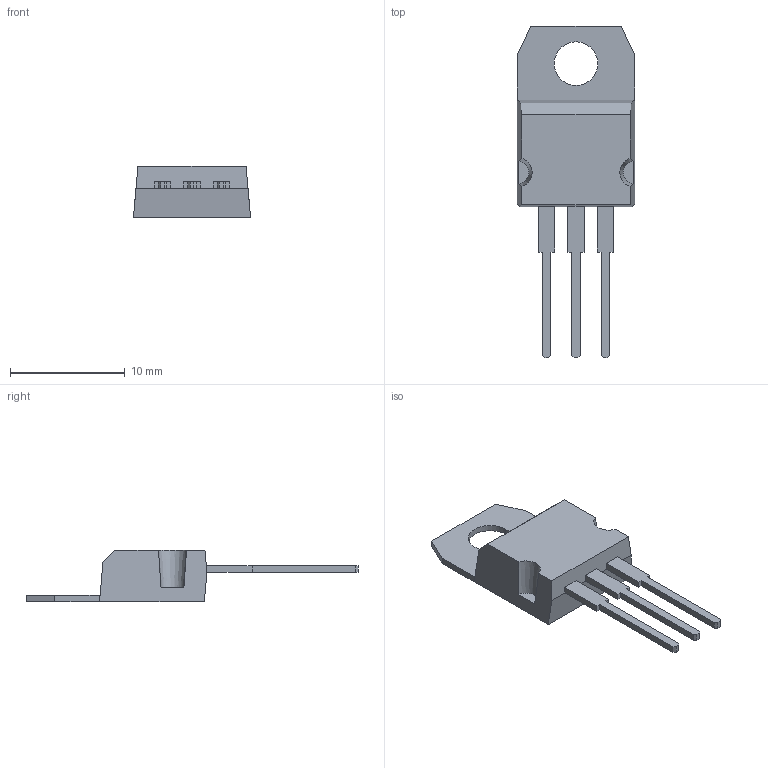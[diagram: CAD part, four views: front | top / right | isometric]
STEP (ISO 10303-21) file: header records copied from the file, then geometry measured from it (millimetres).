
FILE_DESCRIPTION (( 'STEP AP214' ), '1' );
FILE_NAME ('LD1117V33.STEP', '2023-03-15T10:17:53', ( '' ), ( '' ), 'SwSTEP 2.0', 'SolidWorks 2021', '' );
FILE_SCHEMA (( 'AUTOMOTIVE_DESIGN' ));
Length unit declared in the file: millimetre
Products named in the file (1): LD1117V33
Bounding box: 10.2 x 28.9 x 4.5 mm (x, y, z)
Volume: 436.2 mm3; surface area: 598.2 mm2
Topology: 5 solids, 5 shells, 58 faces, 144 edges, 96 vertices
Faces by surface type: plane 54, cylinder 2, cone 2
Entity records: 1780 total; most frequent: CARTESIAN_POINT 317, ORIENTED_EDGE 288, DIRECTION 266, EDGE_CURVE 144, VECTOR 132, LINE 132, VERTEX_POINT 96, AXIS2_PLACEMENT_3D 67
